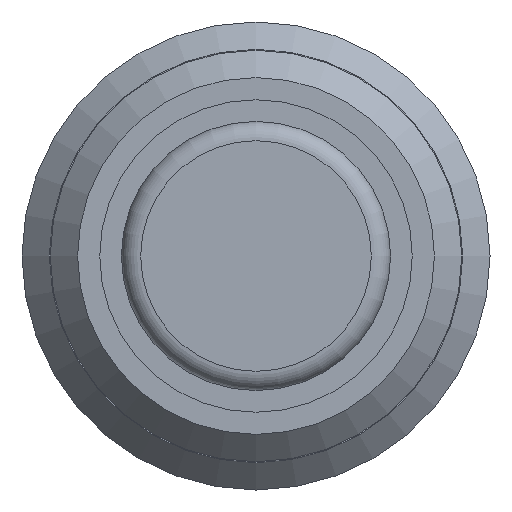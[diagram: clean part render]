
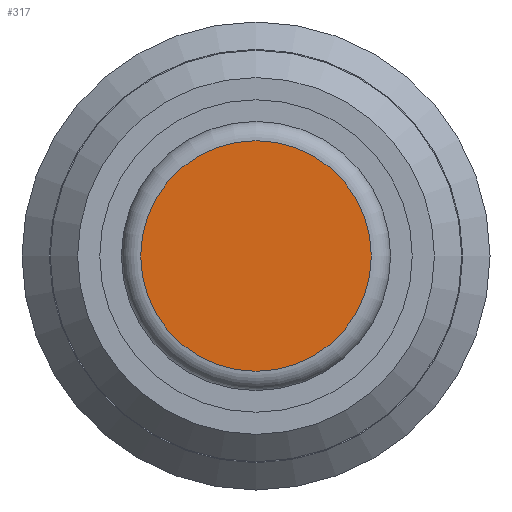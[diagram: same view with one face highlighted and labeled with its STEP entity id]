
A CAD part, front view. The second image highlights one B-rep face of the part: STEP entity #317.
In plain terms, the highlighted planar face has unit normal (0, -1, 0).
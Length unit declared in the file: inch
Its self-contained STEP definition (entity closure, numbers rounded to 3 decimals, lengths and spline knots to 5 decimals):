
#88 = DIRECTION ( 'NONE',  ( 0., -1., 0. ) ) ;
#148 = CARTESIAN_POINT ( 'NONE',  ( 0., -0.0001, -0.11635 ) ) ;
#279 = DIRECTION ( 'NONE',  ( 0., -1., 0. ) ) ;
#317 = ADVANCED_FACE ( 'NONE', ( #414 ), #690, .T. ) ;
#370 = CIRCLE ( 'NONE', #410, 0.11635 ) ;
#371 = DIRECTION ( 'NONE',  ( 0., 0., -1. ) ) ;
#410 = AXIS2_PLACEMENT_3D ( 'NONE', #642, #279, #371 ) ;
#414 = FACE_OUTER_BOUND ( 'NONE', #470, .T. ) ;
#470 = EDGE_LOOP ( 'NONE', ( #577 ) ) ;
#577 = ORIENTED_EDGE ( 'NONE', *, *, #927, .T. ) ;
#642 = CARTESIAN_POINT ( 'NONE',  ( 0., -0.0001, 0. ) ) ;
#690 = PLANE ( 'NONE',  #918 ) ;
#701 = DIRECTION ( 'NONE',  ( 0., 0., -1. ) ) ;
#785 = VERTEX_POINT ( 'NONE', #148 ) ;
#918 = AXIS2_PLACEMENT_3D ( 'NONE', #1129, #88, #701 ) ;
#927 = EDGE_CURVE ( 'NONE', #785, #785, #370, .T. ) ;
#1129 = CARTESIAN_POINT ( 'NONE',  ( 0., -0.0001, 0. ) ) ;
